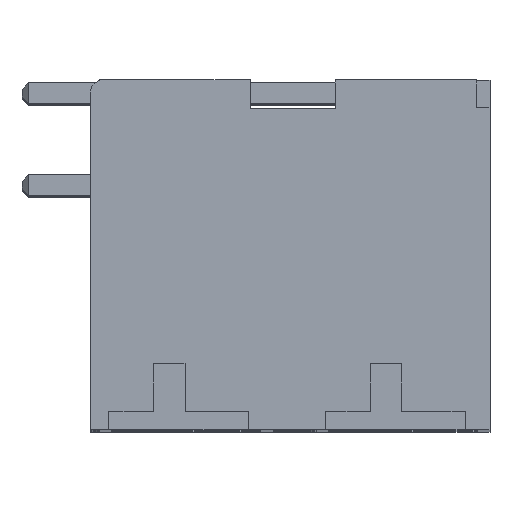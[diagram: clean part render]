
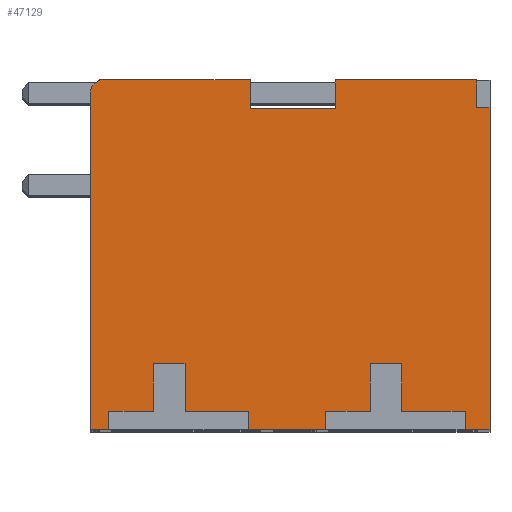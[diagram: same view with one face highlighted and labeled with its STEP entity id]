
A CAD part, top view. The second image highlights one B-rep face of the part: STEP entity #47129.
In plain terms, the highlighted planar face has unit normal (0, 0, 1).
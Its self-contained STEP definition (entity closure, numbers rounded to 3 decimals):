
#12378=DIRECTION('',(-1.,0.,0.));
#12379=VECTOR('',#12378,5.39);
#12380=CARTESIAN_POINT('',(11.703,13.3,33.7));
#12381=LINE('',#12380,#12379);
#12558=DIRECTION('',(0.,-1.,0.));
#12559=VECTOR('',#12558,1.092);
#12560=CARTESIAN_POINT('',(6.313,13.3,33.7));
#12561=LINE('',#12560,#12559);
#12662=DIRECTION('',(0.,1.,0.));
#12663=VECTOR('',#12662,1.092);
#12664=CARTESIAN_POINT('',(3.074,12.208,33.7));
#12665=LINE('',#12664,#12663);
#13118=DIRECTION('',(-1.,0.,0.));
#13119=VECTOR('',#13118,5.716);
#13120=CARTESIAN_POINT('',(3.074,13.3,33.7));
#13121=LINE('',#13120,#13119);
#13482=DIRECTION('',(0.,-1.,0.));
#13483=VECTOR('',#13482,0.02);
#13484=CARTESIAN_POINT('',(-2.641,13.3,33.7));
#13485=LINE('',#13484,#13483);
#16096=DIRECTION('',(-1.,0.,0.));
#16097=VECTOR('',#16096,3.238);
#16098=CARTESIAN_POINT('',(6.313,12.208,33.7));
#16099=LINE('',#16098,#16097);
#16100=DIRECTION('',(0.,1.,0.));
#16101=VECTOR('',#16100,0.7);
#16102=CARTESIAN_POINT('',(11.25,0.,33.7));
#16103=LINE('',#16102,#16101);
#16104=DIRECTION('',(1.,0.,0.));
#16105=VECTOR('',#16104,2.4);
#16106=CARTESIAN_POINT('',(8.85,0.7,33.7));
#16107=LINE('',#16106,#16105);
#16108=DIRECTION('',(0.,-1.,0.));
#16109=VECTOR('',#16108,1.8);
#16110=CARTESIAN_POINT('',(8.85,2.5,33.7));
#16111=LINE('',#16110,#16109);
#16112=DIRECTION('',(1.,0.,0.));
#16113=VECTOR('',#16112,1.2);
#16114=CARTESIAN_POINT('',(7.65,2.5,33.7));
#16115=LINE('',#16114,#16113);
#16116=DIRECTION('',(0.,1.,0.));
#16117=VECTOR('',#16116,1.8);
#16118=CARTESIAN_POINT('',(7.65,0.7,33.7));
#16119=LINE('',#16118,#16117);
#16120=DIRECTION('',(1.,0.,0.));
#16121=VECTOR('',#16120,1.7);
#16122=CARTESIAN_POINT('',(5.95,0.7,33.7));
#16123=LINE('',#16122,#16121);
#16124=DIRECTION('',(0.,1.,0.));
#16125=VECTOR('',#16124,0.7);
#16126=CARTESIAN_POINT('',(5.95,0.,33.7));
#16127=LINE('',#16126,#16125);
#16128=DIRECTION('',(-1.,0.,0.));
#16129=VECTOR('',#16128,2.95);
#16130=CARTESIAN_POINT('',(5.95,0.,33.7));
#16131=LINE('',#16130,#16129);
#16132=DIRECTION('',(0.,1.,0.));
#16133=VECTOR('',#16132,0.7);
#16134=CARTESIAN_POINT('',(3.,0.,33.7));
#16135=LINE('',#16134,#16133);
#16136=DIRECTION('',(1.,0.,0.));
#16137=VECTOR('',#16136,2.4);
#16138=CARTESIAN_POINT('',(0.6,0.7,33.7));
#16139=LINE('',#16138,#16137);
#16140=DIRECTION('',(0.,-1.,0.));
#16141=VECTOR('',#16140,1.8);
#16142=CARTESIAN_POINT('',(0.6,2.5,33.7));
#16143=LINE('',#16142,#16141);
#16144=DIRECTION('',(1.,0.,0.));
#16145=VECTOR('',#16144,1.2);
#16146=CARTESIAN_POINT('',(-0.6,2.5,33.7));
#16147=LINE('',#16146,#16145);
#16148=DIRECTION('',(0.,1.,0.));
#16149=VECTOR('',#16148,1.8);
#16150=CARTESIAN_POINT('',(-0.6,0.7,33.7));
#16151=LINE('',#16150,#16149);
#16152=DIRECTION('',(1.,0.,0.));
#16153=VECTOR('',#16152,1.7);
#16154=CARTESIAN_POINT('',(-2.3,0.7,33.7));
#16155=LINE('',#16154,#16153);
#16156=DIRECTION('',(0.,1.,0.));
#16157=VECTOR('',#16156,0.7);
#16158=CARTESIAN_POINT('',(-2.3,0.,33.7));
#16159=LINE('',#16158,#16157);
#16160=DIRECTION('',(-1.,0.,0.));
#16161=VECTOR('',#16160,0.7);
#16162=CARTESIAN_POINT('',(-2.3,0.,33.7));
#16163=LINE('',#16162,#16161);
#16164=DIRECTION('',(0.,1.,0.));
#16165=VECTOR('',#16164,12.8);
#16166=CARTESIAN_POINT('',(-3.,0.,33.7));
#16167=LINE('',#16166,#16165);
#16168=CARTESIAN_POINT('',(-2.5,12.8,33.7));
#16169=DIRECTION('',(0.,0.,-1.));
#16170=DIRECTION('',(-1.,0.,0.));
#16171=AXIS2_PLACEMENT_3D('',#16168,#16169,#16170);
#16173=DIRECTION('',(0.,-1.,0.));
#16174=VECTOR('',#16173,12.25);
#16175=CARTESIAN_POINT('',(12.2,12.25,33.7));
#16176=LINE('',#16175,#16174);
#16177=DIRECTION('',(-1.,0.,0.));
#16178=VECTOR('',#16177,0.95);
#16179=CARTESIAN_POINT('',(12.2,0.,33.7));
#16180=LINE('',#16179,#16178);
#16340=DIRECTION('',(0.,1.,0.));
#16341=VECTOR('',#16340,1.05);
#16342=CARTESIAN_POINT('',(11.703,12.25,33.7));
#16343=LINE('',#16342,#16341);
#16356=DIRECTION('',(-1.,0.,0.));
#16357=VECTOR('',#16356,0.497);
#16358=CARTESIAN_POINT('',(12.2,12.25,33.7));
#16359=LINE('',#16358,#16357);
#17698=CARTESIAN_POINT('',(-3.,0.,33.7));
#17699=VERTEX_POINT('',#17698);
#17780=CARTESIAN_POINT('',(12.2,12.25,33.7));
#17781=CARTESIAN_POINT('',(12.2,0.,33.7));
#17782=VERTEX_POINT('',#17780);
#17783=VERTEX_POINT('',#17781);
#17790=CARTESIAN_POINT('',(11.703,13.3,33.7));
#17791=VERTEX_POINT('',#17790);
#17792=CARTESIAN_POINT('',(6.313,13.3,33.7));
#17793=VERTEX_POINT('',#17792);
#17794=CARTESIAN_POINT('',(6.313,12.208,33.7));
#17795=VERTEX_POINT('',#17794);
#17804=CARTESIAN_POINT('',(3.074,12.208,33.7));
#17805=CARTESIAN_POINT('',(3.074,13.3,33.7));
#17806=VERTEX_POINT('',#17804);
#17807=VERTEX_POINT('',#17805);
#17816=CARTESIAN_POINT('',(-2.641,13.3,33.7));
#17817=VERTEX_POINT('',#17816);
#17818=CARTESIAN_POINT('',(-2.641,13.28,33.7));
#17819=VERTEX_POINT('',#17818);
#17848=CARTESIAN_POINT('',(-3.,12.8,33.7));
#17849=VERTEX_POINT('',#17848);
#17850=CARTESIAN_POINT('',(11.703,12.25,33.7));
#17851=VERTEX_POINT('',#17850);
#18094=CARTESIAN_POINT('',(11.25,0.7,33.7));
#18095=VERTEX_POINT('',#18094);
#18096=CARTESIAN_POINT('',(11.25,0.,33.7));
#18097=VERTEX_POINT('',#18096);
#18098=CARTESIAN_POINT('',(5.95,0.,33.7));
#18099=VERTEX_POINT('',#18098);
#18100=CARTESIAN_POINT('',(5.95,0.7,33.7));
#18101=VERTEX_POINT('',#18100);
#18102=CARTESIAN_POINT('',(7.65,0.7,33.7));
#18103=VERTEX_POINT('',#18102);
#18104=CARTESIAN_POINT('',(7.65,2.5,33.7));
#18105=VERTEX_POINT('',#18104);
#18106=CARTESIAN_POINT('',(8.85,2.5,33.7));
#18107=VERTEX_POINT('',#18106);
#18108=CARTESIAN_POINT('',(8.85,0.7,33.7));
#18109=VERTEX_POINT('',#18108);
#18110=CARTESIAN_POINT('',(3.,0.,33.7));
#18111=VERTEX_POINT('',#18110);
#18112=CARTESIAN_POINT('',(-2.3,0.,33.7));
#18113=VERTEX_POINT('',#18112);
#18114=CARTESIAN_POINT('',(-2.3,0.7,33.7));
#18115=VERTEX_POINT('',#18114);
#18116=CARTESIAN_POINT('',(-0.6,0.7,33.7));
#18117=VERTEX_POINT('',#18116);
#18118=CARTESIAN_POINT('',(-0.6,2.5,33.7));
#18119=VERTEX_POINT('',#18118);
#18120=CARTESIAN_POINT('',(0.6,2.5,33.7));
#18121=VERTEX_POINT('',#18120);
#18122=CARTESIAN_POINT('',(0.6,0.7,33.7));
#18123=VERTEX_POINT('',#18122);
#18124=CARTESIAN_POINT('',(3.,0.7,33.7));
#18125=VERTEX_POINT('',#18124);
#47076=CARTESIAN_POINT('',(0.,0.,33.7));
#47077=DIRECTION('',(0.,0.,1.));
#47078=DIRECTION('',(1.,0.,0.));
#47079=AXIS2_PLACEMENT_3D('',#47076,#47077,#47078);
#47080=PLANE('',#47079);
#47082=ORIENTED_EDGE('',*,*,#47081,.T.);
#47084=ORIENTED_EDGE('',*,*,#47083,.F.);
#47086=ORIENTED_EDGE('',*,*,#47085,.F.);
#47088=ORIENTED_EDGE('',*,*,#47087,.F.);
#47090=ORIENTED_EDGE('',*,*,#47089,.F.);
#47092=ORIENTED_EDGE('',*,*,#47091,.F.);
#47094=ORIENTED_EDGE('',*,*,#47093,.F.);
#47095=ORIENTED_EDGE('',*,*,#23401,.T.);
#47097=ORIENTED_EDGE('',*,*,#47096,.T.);
#47099=ORIENTED_EDGE('',*,*,#47098,.F.);
#47101=ORIENTED_EDGE('',*,*,#47100,.F.);
#47103=ORIENTED_EDGE('',*,*,#47102,.F.);
#47105=ORIENTED_EDGE('',*,*,#47104,.F.);
#47107=ORIENTED_EDGE('',*,*,#47106,.F.);
#47109=ORIENTED_EDGE('',*,*,#47108,.F.);
#47110=ORIENTED_EDGE('',*,*,#23393,.T.);
#47112=ORIENTED_EDGE('',*,*,#47111,.T.);
#47114=ORIENTED_EDGE('',*,*,#47113,.T.);
#47115=ORIENTED_EDGE('',*,*,#42326,.F.);
#47116=ORIENTED_EDGE('',*,*,#42296,.F.);
#47117=ORIENTED_EDGE('',*,*,#41407,.F.);
#47118=ORIENTED_EDGE('',*,*,#47071,.F.);
#47119=ORIENTED_EDGE('',*,*,#41185,.F.);
#47120=ORIENTED_EDGE('',*,*,#41170,.F.);
#47122=ORIENTED_EDGE('',*,*,#47121,.F.);
#47124=ORIENTED_EDGE('',*,*,#47123,.F.);
#47125=ORIENTED_EDGE('',*,*,#40948,.T.);
#47126=ORIENTED_EDGE('',*,*,#23409,.T.);
#47127=EDGE_LOOP('',(#47082,#47084,#47086,#47088,#47090,#47092,#47094,#47095,
#47097,#47099,#47101,#47103,#47105,#47107,#47109,#47110,#47112,#47114,#47115,
#47116,#47117,#47118,#47119,#47120,#47122,#47124,#47125,#47126));
#47128=FACE_OUTER_BOUND('',#47127,.F.);
#16172=CIRCLE('',#16171,0.5);
#23393=EDGE_CURVE('',#18113,#17699,#16163,.T.);
#23401=EDGE_CURVE('',#18099,#18111,#16131,.T.);
#23409=EDGE_CURVE('',#17783,#18097,#16180,.T.);
#40948=EDGE_CURVE('',#17782,#17783,#16176,.T.);
#41170=EDGE_CURVE('',#17791,#17793,#12381,.T.);
#41185=EDGE_CURVE('',#17793,#17795,#12561,.T.);
#41407=EDGE_CURVE('',#17806,#17807,#12665,.T.);
#42296=EDGE_CURVE('',#17807,#17817,#13121,.T.);
#42326=EDGE_CURVE('',#17817,#17819,#13485,.T.);
#47071=EDGE_CURVE('',#17795,#17806,#16099,.T.);
#47081=EDGE_CURVE('',#18097,#18095,#16103,.T.);
#47083=EDGE_CURVE('',#18109,#18095,#16107,.T.);
#47085=EDGE_CURVE('',#18107,#18109,#16111,.T.);
#47087=EDGE_CURVE('',#18105,#18107,#16115,.T.);
#47089=EDGE_CURVE('',#18103,#18105,#16119,.T.);
#47091=EDGE_CURVE('',#18101,#18103,#16123,.T.);
#47093=EDGE_CURVE('',#18099,#18101,#16127,.T.);
#47096=EDGE_CURVE('',#18111,#18125,#16135,.T.);
#47098=EDGE_CURVE('',#18123,#18125,#16139,.T.);
#47100=EDGE_CURVE('',#18121,#18123,#16143,.T.);
#47102=EDGE_CURVE('',#18119,#18121,#16147,.T.);
#47104=EDGE_CURVE('',#18117,#18119,#16151,.T.);
#47106=EDGE_CURVE('',#18115,#18117,#16155,.T.);
#47108=EDGE_CURVE('',#18113,#18115,#16159,.T.);
#47111=EDGE_CURVE('',#17699,#17849,#16167,.T.);
#47113=EDGE_CURVE('',#17849,#17819,#16172,.T.);
#47121=EDGE_CURVE('',#17851,#17791,#16343,.T.);
#47123=EDGE_CURVE('',#17782,#17851,#16359,.T.);
#47129=ADVANCED_FACE('',(#47128),#47080,.T.);
